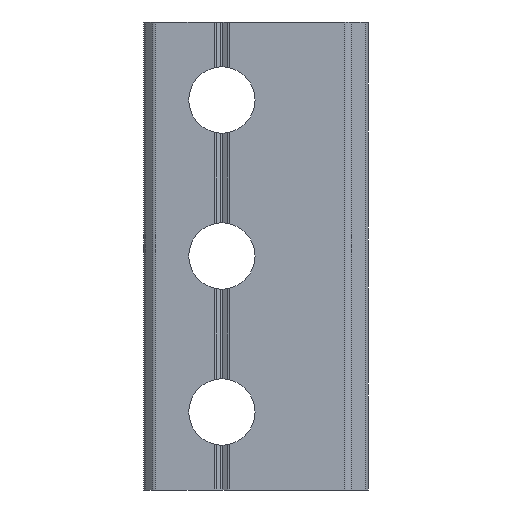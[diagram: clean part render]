
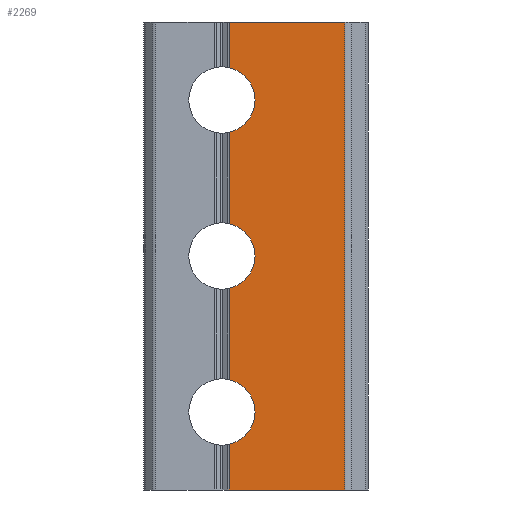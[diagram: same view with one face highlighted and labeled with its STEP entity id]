
A CAD part, front view. The second image highlights one B-rep face of the part: STEP entity #2269.
In plain terms, the highlighted planar face has unit normal (0, -1, 0).
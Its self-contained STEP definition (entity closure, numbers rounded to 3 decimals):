
#29 = DIRECTION ( 'NONE',  ( 0., 0., -1. ) ) ;
#55 = CARTESIAN_POINT ( 'NONE',  ( 10.293, 0., -12. ) ) ;
#235 = CARTESIAN_POINT ( 'NONE',  ( 4.388, 0., 6.345 ) ) ;
#244 = VECTOR ( 'NONE', #464, 1000. ) ;
#288 = ORIENTED_EDGE ( 'NONE', *, *, #1276, .T. ) ;
#371 = EDGE_CURVE ( 'NONE', #1655, #3632, #600, .T. ) ;
#464 = DIRECTION ( 'NONE',  ( 0., 0., -1. ) ) ;
#482 = DIRECTION ( 'NONE',  ( 1., 0., 0. ) ) ;
#576 = AXIS2_PLACEMENT_3D ( 'NONE', #1524, #4116, #1931 ) ;
#591 = LINE ( 'NONE', #3323, #1482 ) ;
#600 = CIRCLE ( 'NONE', #3870, 1.7 ) ;
#713 = CARTESIAN_POINT ( 'NONE',  ( 4.388, 0., -6.345 ) ) ;
#765 = EDGE_LOOP ( 'NONE', ( #997, #1505, #3551, #3512, #2041, #2709, #3708, #288, #2372, #4525 ) ) ;
#775 = DIRECTION ( 'NONE',  ( -1., 0., 0. ) ) ;
#919 = CARTESIAN_POINT ( 'NONE',  ( 11.5, 0., 12. ) ) ;
#997 = ORIENTED_EDGE ( 'NONE', *, *, #1272, .T. ) ;
#1145 = CARTESIAN_POINT ( 'NONE',  ( 4.388, 0., 1.655 ) ) ;
#1189 = EDGE_CURVE ( 'NONE', #3518, #3780, #591, .T. ) ;
#1272 = EDGE_CURVE ( 'NONE', #3131, #3632, #2511, .T. ) ;
#1276 = EDGE_CURVE ( 'NONE', #2981, #3748, #3795, .T. ) ;
#1378 = EDGE_CURVE ( 'NONE', #1655, #4183, #4417, .T. ) ;
#1482 = VECTOR ( 'NONE', #29, 1000. ) ;
#1505 = ORIENTED_EDGE ( 'NONE', *, *, #371, .F. ) ;
#1524 = CARTESIAN_POINT ( 'NONE',  ( 4., 0., 0. ) ) ;
#1532 = VECTOR ( 'NONE', #3687, 1000. ) ;
#1608 = CIRCLE ( 'NONE', #2795, 1.7 ) ;
#1655 = VERTEX_POINT ( 'NONE', #235 ) ;
#1677 = CIRCLE ( 'NONE', #576, 1.7 ) ;
#1707 = EDGE_CURVE ( 'NONE', #3748, #4216, #4473, .T. ) ;
#1753 = DIRECTION ( 'NONE',  ( 0., 0., -1. ) ) ;
#1823 = VECTOR ( 'NONE', #1753, 1000. ) ;
#1844 = DIRECTION ( 'NONE',  ( 1., 0., 0. ) ) ;
#1931 = DIRECTION ( 'NONE',  ( 0., 0., -1. ) ) ;
#1953 = VERTEX_POINT ( 'NONE', #3073 ) ;
#2041 = ORIENTED_EDGE ( 'NONE', *, *, #1189, .T. ) ;
#2088 = CARTESIAN_POINT ( 'NONE',  ( 4.388, 0., 4. ) ) ;
#2112 = VECTOR ( 'NONE', #2977, 1000. ) ;
#2269 = ADVANCED_FACE ( 'NONE', ( #4170 ), #3019, .F. ) ;
#2290 = VECTOR ( 'NONE', #482, 1000. ) ;
#2372 = ORIENTED_EDGE ( 'NONE', *, *, #1707, .T. ) ;
#2499 = CARTESIAN_POINT ( 'NONE',  ( 4., 0., -8. ) ) ;
#2511 = LINE ( 'NONE', #4477, #2112 ) ;
#2704 = CARTESIAN_POINT ( 'NONE',  ( 4.388, 0., 4. ) ) ;
#2709 = ORIENTED_EDGE ( 'NONE', *, *, #3601, .F. ) ;
#2795 = AXIS2_PLACEMENT_3D ( 'NONE', #2499, #4048, #4753 ) ;
#2977 = DIRECTION ( 'NONE',  ( 0., 0., -1. ) ) ;
#2981 = VERTEX_POINT ( 'NONE', #3862 ) ;
#2987 = CARTESIAN_POINT ( 'NONE',  ( 11.5, 0., 4. ) ) ;
#2993 = CARTESIAN_POINT ( 'NONE',  ( 10.293, 0., 12. ) ) ;
#3019 = PLANE ( 'NONE',  #3360 ) ;
#3073 = CARTESIAN_POINT ( 'NONE',  ( 4.388, 0., -9.655 ) ) ;
#3086 = CARTESIAN_POINT ( 'NONE',  ( 4., 0., 8. ) ) ;
#3131 = VERTEX_POINT ( 'NONE', #3973 ) ;
#3202 = CARTESIAN_POINT ( 'NONE',  ( 4.388, 0., -1.655 ) ) ;
#3233 = CARTESIAN_POINT ( 'NONE',  ( 4.388, 0., 9.655 ) ) ;
#3316 = CARTESIAN_POINT ( 'NONE',  ( 10.293, 0., 12. ) ) ;
#3323 = CARTESIAN_POINT ( 'NONE',  ( 4.388, 0., 4. ) ) ;
#3360 = AXIS2_PLACEMENT_3D ( 'NONE', #2987, #4455, #775 ) ;
#3434 = LINE ( 'NONE', #919, #2290 ) ;
#3471 = EDGE_CURVE ( 'NONE', #3131, #4216, #3434, .T. ) ;
#3512 = ORIENTED_EDGE ( 'NONE', *, *, #4188, .F. ) ;
#3518 = VERTEX_POINT ( 'NONE', #3202 ) ;
#3551 = ORIENTED_EDGE ( 'NONE', *, *, #1378, .T. ) ;
#3601 = EDGE_CURVE ( 'NONE', #1953, #3780, #1608, .T. ) ;
#3632 = VERTEX_POINT ( 'NONE', #3233 ) ;
#3667 = VECTOR ( 'NONE', #1844, 1000. ) ;
#3687 = DIRECTION ( 'NONE',  ( 0., 0., 1. ) ) ;
#3708 = ORIENTED_EDGE ( 'NONE', *, *, #4496, .T. ) ;
#3748 = VERTEX_POINT ( 'NONE', #55 ) ;
#3761 = CARTESIAN_POINT ( 'NONE',  ( 11.5, 0., -12. ) ) ;
#3780 = VERTEX_POINT ( 'NONE', #713 ) ;
#3788 = LINE ( 'NONE', #2088, #1823 ) ;
#3795 = LINE ( 'NONE', #3761, #3667 ) ;
#3862 = CARTESIAN_POINT ( 'NONE',  ( 4.388, 0., -12. ) ) ;
#3870 = AXIS2_PLACEMENT_3D ( 'NONE', #3086, #4602, #4248 ) ;
#3973 = CARTESIAN_POINT ( 'NONE',  ( 4.388, 0., 12. ) ) ;
#4048 = DIRECTION ( 'NONE',  ( 0., -1., 0. ) ) ;
#4116 = DIRECTION ( 'NONE',  ( 0., -1., 0. ) ) ;
#4170 = FACE_OUTER_BOUND ( 'NONE', #765, .T. ) ;
#4183 = VERTEX_POINT ( 'NONE', #1145 ) ;
#4188 = EDGE_CURVE ( 'NONE', #3518, #4183, #1677, .T. ) ;
#4216 = VERTEX_POINT ( 'NONE', #2993 ) ;
#4248 = DIRECTION ( 'NONE',  ( 0., 0., -1. ) ) ;
#4417 = LINE ( 'NONE', #2704, #244 ) ;
#4455 = DIRECTION ( 'NONE',  ( 0., 1., 0. ) ) ;
#4473 = LINE ( 'NONE', #3316, #1532 ) ;
#4477 = CARTESIAN_POINT ( 'NONE',  ( 4.388, 0., 4. ) ) ;
#4496 = EDGE_CURVE ( 'NONE', #1953, #2981, #3788, .T. ) ;
#4525 = ORIENTED_EDGE ( 'NONE', *, *, #3471, .F. ) ;
#4602 = DIRECTION ( 'NONE',  ( 0., -1., 0. ) ) ;
#4753 = DIRECTION ( 'NONE',  ( 0., 0., -1. ) ) ;
